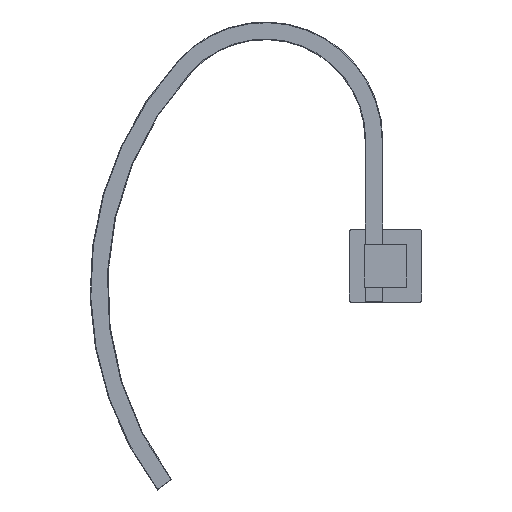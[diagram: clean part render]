
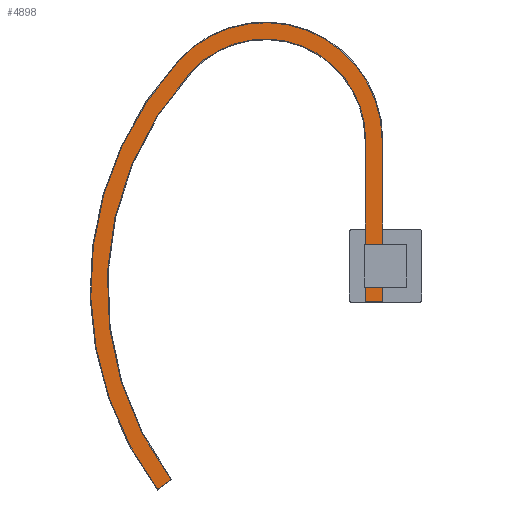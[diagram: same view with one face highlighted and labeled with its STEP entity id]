
A CAD part, front view. The second image highlights one B-rep face of the part: STEP entity #4898.
In plain terms, the highlighted face is planar.
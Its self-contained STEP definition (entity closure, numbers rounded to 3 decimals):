
#33 = AXIS2_PLACEMENT_3D ( 'NONE', #1053, #1054, #1055 ) ;
#38 = FACE_OUTER_BOUND ( 'NONE', #3158, .T. ) ;
#287 = VECTOR ( 'NONE', #1554, 1000. ) ;
#310 = AXIS2_PLACEMENT_3D ( 'NONE', #1500, #1501, #1502 ) ;
#337 = VECTOR ( 'NONE', #1512, 1000. ) ;
#350 = VECTOR ( 'NONE', #1563, 1000. ) ;
#362 = AXIS2_PLACEMENT_3D ( 'NONE', #1488, #1492, #1493 ) ;
#368 = VECTOR ( 'NONE', #1560, 1000. ) ;
#449 = EDGE_CURVE ( 'NONE', #5665, #5666, #4646, .T. ) ;
#451 = EDGE_CURVE ( 'NONE', #5663, #5664, #4644, .T. ) ;
#1052 = PLANE ( 'NONE',  #33 ) ;
#1053 = CARTESIAN_POINT ( 'NONE',  ( -73., -0.3, 0. ) ) ;
#1054 = DIRECTION ( 'NONE',  ( 0., 0., 1. ) ) ;
#1055 = DIRECTION ( 'NONE',  ( 0., -1., 0. ) ) ;
#1488 = CARTESIAN_POINT ( 'NONE',  ( -73., -53., 0. ) ) ;
#1492 = DIRECTION ( 'NONE',  ( 0., 0., 1. ) ) ;
#1493 = DIRECTION ( 'NONE',  ( 1., 0., 0. ) ) ;
#1500 = CARTESIAN_POINT ( 'NONE',  ( -73., -53., 0. ) ) ;
#1501 = DIRECTION ( 'NONE',  ( 0., 0., 1. ) ) ;
#1502 = DIRECTION ( 'NONE',  ( 1., 0., 0. ) ) ;
#1510 = LINE ( 'NONE', #1511, #337 ) ;
#1511 = CARTESIAN_POINT ( 'NONE',  ( -73., -0.3, 0. ) ) ;
#1512 = DIRECTION ( 'NONE',  ( 1., 0., 0. ) ) ;
#1552 = LINE ( 'NONE', #1553, #287 ) ;
#1553 = CARTESIAN_POINT ( 'NONE',  ( -73., -7.7, 0. ) ) ;
#1554 = DIRECTION ( 'NONE',  ( 1., 0., 0. ) ) ;
#1558 = LINE ( 'NONE', #1559, #368 ) ;
#1559 = CARTESIAN_POINT ( 'NONE',  ( 0., -0.3, 0. ) ) ;
#1560 = DIRECTION ( 'NONE',  ( 0., -1., 0. ) ) ;
#1561 = LINE ( 'NONE', #1562, #350 ) ;
#1562 = CARTESIAN_POINT ( 'NONE',  ( 84.82, -101.415, 0. ) ) ;
#1563 = DIRECTION ( 'NONE',  ( -0.6, 0.8, 0. ) ) ;
#3158 = EDGE_LOOP ( 'NONE', ( #3572, #3570, #3574, #3571, #3569, #3567, #3566, #3568 ) ) ;
#3566 = ORIENTED_EDGE ( 'NONE', *, *, #4671, .F. ) ;
#3567 = ORIENTED_EDGE ( 'NONE', *, *, #451, .F. ) ;
#3568 = ORIENTED_EDGE ( 'NONE', *, *, #4691, .T. ) ;
#3569 = ORIENTED_EDGE ( 'NONE', *, *, #4694, .T. ) ;
#3570 = ORIENTED_EDGE ( 'NONE', *, *, #4677, .F. ) ;
#3571 = ORIENTED_EDGE ( 'NONE', *, *, #449, .T. ) ;
#3572 = ORIENTED_EDGE ( 'NONE', *, *, #4693, .F. ) ;
#3574 = ORIENTED_EDGE ( 'NONE', *, *, #4674, .T. ) ;
#3798 = CARTESIAN_POINT ( 'NONE',  ( -6.127, 20., 0. ) ) ;
#3799 = DIRECTION ( 'NONE',  ( 0., 0., 1. ) ) ;
#3800 = DIRECTION ( 'NONE',  ( 1., 0., 0. ) ) ;
#3804 = CARTESIAN_POINT ( 'NONE',  ( -6.127, 20., 0. ) ) ;
#3805 = DIRECTION ( 'NONE',  ( 0., 0., 1. ) ) ;
#3806 = DIRECTION ( 'NONE',  ( 1., 0., 0. ) ) ;
#4120 = CARTESIAN_POINT ( 'NONE',  ( -103.599, -86.403, 0. ) ) ;
#4121 = CARTESIAN_POINT ( 'NONE',  ( 80.384, -95.492, 0. ) ) ;
#4122 = CARTESIAN_POINT ( 'NONE',  ( -108.598, -91.86, 0. ) ) ;
#4123 = CARTESIAN_POINT ( 'NONE',  ( 84.82, -101.415, 0. ) ) ;
#4130 = CARTESIAN_POINT ( 'NONE',  ( -73., -7.7, 0. ) ) ;
#4131 = CARTESIAN_POINT ( 'NONE',  ( -73., -0.3, 0. ) ) ;
#4133 = CARTESIAN_POINT ( 'NONE',  ( 0., -0.3, 0. ) ) ;
#4139 = CARTESIAN_POINT ( 'NONE',  ( 0., -7.7, 0. ) ) ;
#4616 = CIRCLE ( 'NONE', #362, 45.3 ) ;
#4618 = CIRCLE ( 'NONE', #310, 52.7 ) ;
#4644 = CIRCLE ( 'NONE', #6658, 144.3 ) ;
#4646 = CIRCLE ( 'NONE', #6651, 151.7 ) ;
#4671 = EDGE_CURVE ( 'NONE', #5673, #5663, #4616, .T. ) ;
#4674 = EDGE_CURVE ( 'NONE', #5674, #5665, #4618, .T. ) ;
#4677 = EDGE_CURVE ( 'NONE', #5674, #5676, #1510, .T. ) ;
#4691 = EDGE_CURVE ( 'NONE', #5673, #5682, #1552, .T. ) ;
#4693 = EDGE_CURVE ( 'NONE', #5676, #5682, #1558, .T. ) ;
#4694 = EDGE_CURVE ( 'NONE', #5666, #5664, #1561, .T. ) ;
#4898 = ADVANCED_FACE ( 'NONE', ( #38 ), #1052, .T. ) ;
#5663 = VERTEX_POINT ( 'NONE', #4120 ) ;
#5664 = VERTEX_POINT ( 'NONE', #4121 ) ;
#5665 = VERTEX_POINT ( 'NONE', #4122 ) ;
#5666 = VERTEX_POINT ( 'NONE', #4123 ) ;
#5673 = VERTEX_POINT ( 'NONE', #4130 ) ;
#5674 = VERTEX_POINT ( 'NONE', #4131 ) ;
#5676 = VERTEX_POINT ( 'NONE', #4133 ) ;
#5682 = VERTEX_POINT ( 'NONE', #4139 ) ;
#6651 = AXIS2_PLACEMENT_3D ( 'NONE', #3798, #3799, #3800 ) ;
#6658 = AXIS2_PLACEMENT_3D ( 'NONE', #3804, #3805, #3806 ) ;
